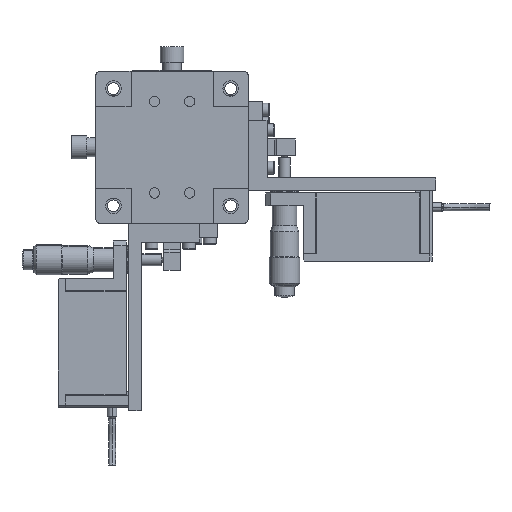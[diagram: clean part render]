
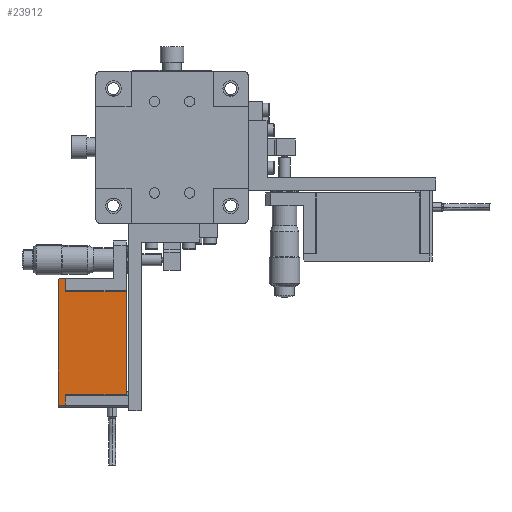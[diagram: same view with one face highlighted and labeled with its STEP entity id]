
A CAD part, front view. The second image highlights one B-rep face of the part: STEP entity #23912.
In plain terms, the highlighted planar face has unit normal (0, -1, 0).
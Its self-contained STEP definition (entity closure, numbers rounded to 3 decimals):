
#650 = VECTOR ( 'NONE', #35058, 1000. ) ;
#851 = CARTESIAN_POINT ( 'NONE',  ( -19.5, -7.2, -105.5 ) ) ;
#2543 = PLANE ( 'NONE',  #36730 ) ;
#2795 = VECTOR ( 'NONE', #36247, 1000. ) ;
#3264 = DIRECTION ( 'NONE',  ( -1., 0., 0. ) ) ;
#3384 = CARTESIAN_POINT ( 'NONE',  ( -48.1, -7.2, -56. ) ) ;
#3676 = ORIENTED_EDGE ( 'NONE', *, *, #14685, .F. ) ;
#3687 = VERTEX_POINT ( 'NONE', #11422 ) ;
#4980 = DIRECTION ( 'NONE',  ( -0.707, 0., -0.707 ) ) ;
#4991 = LINE ( 'NONE', #32879, #35026 ) ;
#5454 = LINE ( 'NONE', #29670, #18544 ) ;
#6060 = ORIENTED_EDGE ( 'NONE', *, *, #9332, .T. ) ;
#6137 = EDGE_CURVE ( 'NONE', #7283, #22136, #27047, .T. ) ;
#6149 = EDGE_CURVE ( 'NONE', #37274, #25300, #17329, .T. ) ;
#6292 = CARTESIAN_POINT ( 'NONE',  ( -19.5, -7.2, -61.5 ) ) ;
#7283 = VERTEX_POINT ( 'NONE', #14135 ) ;
#7386 = VERTEX_POINT ( 'NONE', #11430 ) ;
#8198 = ORIENTED_EDGE ( 'NONE', *, *, #38463, .T. ) ;
#8621 = DIRECTION ( 'NONE',  ( 1., 0., 0. ) ) ;
#9332 = EDGE_CURVE ( 'NONE', #33177, #22136, #5454, .T. ) ;
#10281 = VECTOR ( 'NONE', #8621, 1000. ) ;
#10566 = VECTOR ( 'NONE', #11123, 1000. ) ;
#11123 = DIRECTION ( 'NONE',  ( 0., 0., 1. ) ) ;
#11422 = CARTESIAN_POINT ( 'NONE',  ( -45.5, -7.2, -110. ) ) ;
#11430 = CARTESIAN_POINT ( 'NONE',  ( -45.5, -7.2, -105.5 ) ) ;
#11472 = CARTESIAN_POINT ( 'NONE',  ( -19.5, -7.2, -61.5 ) ) ;
#12218 = ORIENTED_EDGE ( 'NONE', *, *, #25011, .T. ) ;
#12313 = CARTESIAN_POINT ( 'NONE',  ( -45.5, -7.2, -61.5 ) ) ;
#12474 = LINE ( 'NONE', #18684, #14892 ) ;
#14135 = CARTESIAN_POINT ( 'NONE',  ( -48.6, -7.2, -110. ) ) ;
#14206 = ORIENTED_EDGE ( 'NONE', *, *, #28716, .F. ) ;
#14685 = EDGE_CURVE ( 'NONE', #33177, #25300, #33413, .T. ) ;
#14892 = VECTOR ( 'NONE', #3264, 1000. ) ;
#16950 = VECTOR ( 'NONE', #25239, 1000. ) ;
#17312 = EDGE_LOOP ( 'NONE', ( #8198, #28105, #3676, #6060, #34768, #12218, #36584, #14206, #35548 ) ) ;
#17329 = LINE ( 'NONE', #29461, #21651 ) ;
#18544 = VECTOR ( 'NONE', #4980, 1000. ) ;
#18684 = CARTESIAN_POINT ( 'NONE',  ( 24.506, -7.2, -105.5 ) ) ;
#20132 = EDGE_CURVE ( 'NONE', #3687, #7386, #4991, .T. ) ;
#21651 = VECTOR ( 'NONE', #39014, 1000. ) ;
#22136 = VERTEX_POINT ( 'NONE', #30930 ) ;
#22251 = CARTESIAN_POINT ( 'NONE',  ( -48.6, -7.2, -56. ) ) ;
#22967 = FACE_OUTER_BOUND ( 'NONE', #17312, .T. ) ;
#23912 = ADVANCED_FACE ( 'NONE', ( #22967 ), #2543, .F. ) ;
#24206 = CARTESIAN_POINT ( 'NONE',  ( -48.6, -7.2, -56. ) ) ;
#25011 = EDGE_CURVE ( 'NONE', #7283, #3687, #27744, .T. ) ;
#25239 = DIRECTION ( 'NONE',  ( 1., 0., 0. ) ) ;
#25300 = VERTEX_POINT ( 'NONE', #28967 ) ;
#25709 = CARTESIAN_POINT ( 'NONE',  ( 24.506, -7.2, -61.5 ) ) ;
#26764 = DIRECTION ( 'NONE',  ( 0., 0., 1. ) ) ;
#27047 = LINE ( 'NONE', #35504, #10566 ) ;
#27202 = DIRECTION ( 'NONE',  ( 0., 1., 0. ) ) ;
#27744 = LINE ( 'NONE', #35981, #10281 ) ;
#28048 = LINE ( 'NONE', #11472, #2795 ) ;
#28105 = ORIENTED_EDGE ( 'NONE', *, *, #6149, .T. ) ;
#28716 = EDGE_CURVE ( 'NONE', #37823, #7386, #12474, .T. ) ;
#28967 = CARTESIAN_POINT ( 'NONE',  ( -45.5, -7.2, -56. ) ) ;
#29461 = CARTESIAN_POINT ( 'NONE',  ( -45.5, -7.2, -56. ) ) ;
#29670 = CARTESIAN_POINT ( 'NONE',  ( -48.6, -7.2, -56.5 ) ) ;
#30763 = DIRECTION ( 'NONE',  ( 0., 0., -1. ) ) ;
#30930 = CARTESIAN_POINT ( 'NONE',  ( -48.6, -7.2, -56.5 ) ) ;
#32879 = CARTESIAN_POINT ( 'NONE',  ( -45.5, -7.2, -56. ) ) ;
#33177 = VERTEX_POINT ( 'NONE', #3384 ) ;
#33413 = LINE ( 'NONE', #22251, #16950 ) ;
#34047 = LINE ( 'NONE', #25709, #650 ) ;
#34768 = ORIENTED_EDGE ( 'NONE', *, *, #6137, .F. ) ;
#34809 = VERTEX_POINT ( 'NONE', #6292 ) ;
#35026 = VECTOR ( 'NONE', #26764, 1000. ) ;
#35058 = DIRECTION ( 'NONE',  ( -1., 0., 0. ) ) ;
#35504 = CARTESIAN_POINT ( 'NONE',  ( -48.6, -7.2, -56. ) ) ;
#35548 = ORIENTED_EDGE ( 'NONE', *, *, #35686, .T. ) ;
#35686 = EDGE_CURVE ( 'NONE', #37823, #34809, #28048, .T. ) ;
#35981 = CARTESIAN_POINT ( 'NONE',  ( -48.6, -7.2, -110. ) ) ;
#36247 = DIRECTION ( 'NONE',  ( 0., 0., 1. ) ) ;
#36584 = ORIENTED_EDGE ( 'NONE', *, *, #20132, .T. ) ;
#36730 = AXIS2_PLACEMENT_3D ( 'NONE', #24206, #27202, #30763 ) ;
#37274 = VERTEX_POINT ( 'NONE', #12313 ) ;
#37823 = VERTEX_POINT ( 'NONE', #851 ) ;
#38463 = EDGE_CURVE ( 'NONE', #34809, #37274, #34047, .T. ) ;
#39014 = DIRECTION ( 'NONE',  ( 0., 0., 1. ) ) ;
